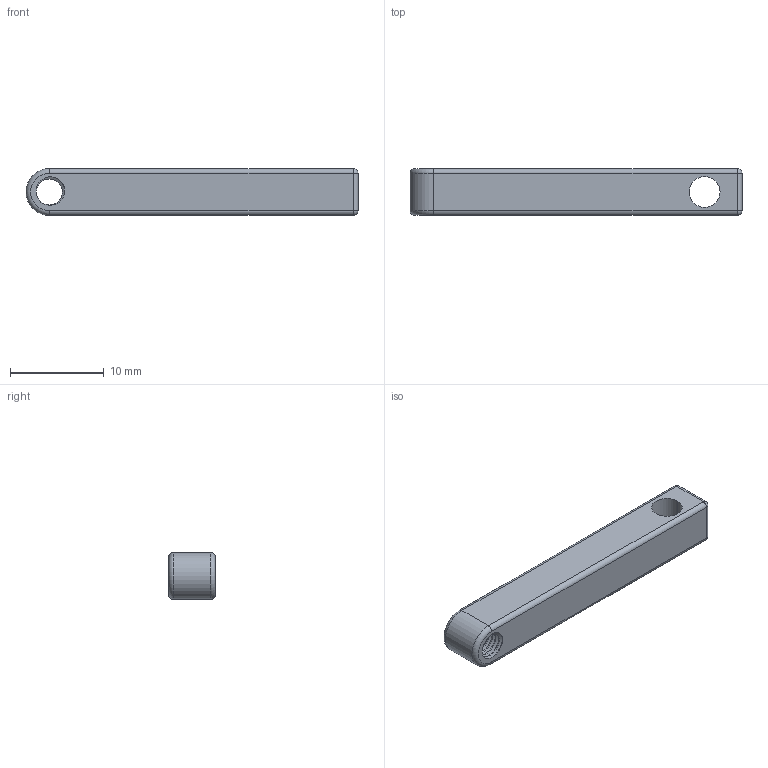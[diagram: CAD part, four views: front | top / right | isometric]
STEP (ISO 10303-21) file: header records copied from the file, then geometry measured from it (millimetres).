
FILE_DESCRIPTION (( 'STEP AP203' ), '1' );
FILE_NAME ('羲裔裝B.STEP', '2024-04-21T09:35:47', ( '' ), ( '' ), 'SwSTEP 2.0', 'SolidWorks 2020', '' );
FILE_SCHEMA (( 'CONFIG_CONTROL_DESIGN' ));
Length unit declared in the file: millimetre
Products named in the file (1): 羲裔裝B
Bounding box: 35.5 x 5 x 5 mm (x, y, z)
Volume: 786.9 mm3; surface area: 802.1 mm2
Topology: 1 solids, 1 shells, 44 faces, 114 edges, 68 vertices
Faces by surface type: cylinder 29, plane 6, sphere 4, bspline 3, torus 2
Entity records: 2414 total; most frequent: CARTESIAN_POINT 1391, ORIENTED_EDGE 220, DIRECTION 180, EDGE_CURVE 110, AXIS2_PLACEMENT_3D 69, VERTEX_POINT 68, EDGE_LOOP 48, ADVANCED_FACE 44
